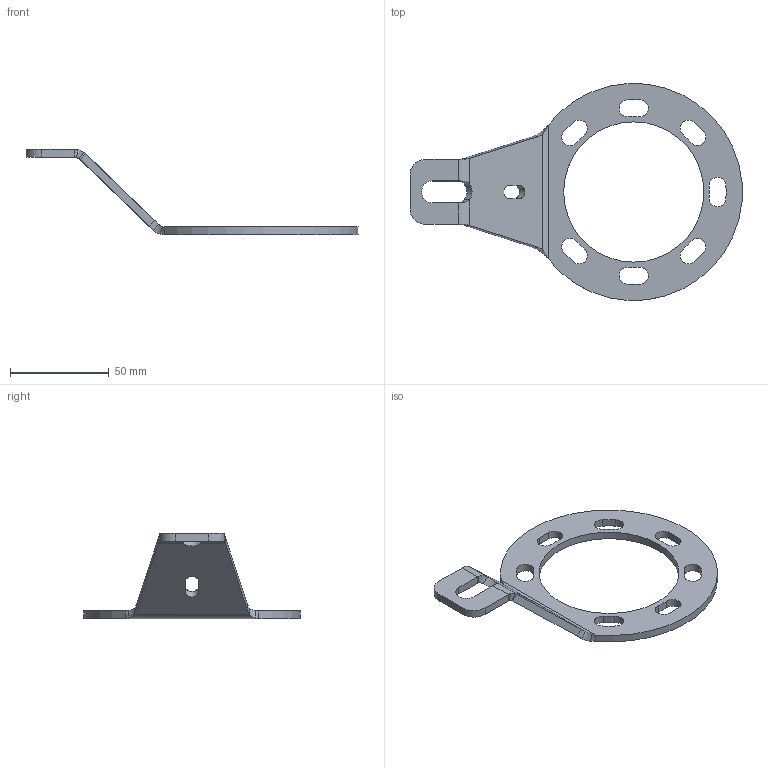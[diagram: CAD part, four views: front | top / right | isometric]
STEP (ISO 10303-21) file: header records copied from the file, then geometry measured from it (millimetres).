
FILE_DESCRIPTION(/* description */ ('Reactiearm'),/* implementation_level */ '2;1');
FILE_NAME(/* name */ 'MVF-50 80b14 reactiearm.stp',/* time_stamp */ '2020-12-28T11:36:42+01:00',/* author */ ('JvDrunen'),/* organization */ ('Newton Technisch Bureau'),/* preprocessor_version */ 'ST-DEVELOPER v18.1',/* originating_system */ 'Autodesk Inventor 2021',/* authorisation */ '');
FILE_SCHEMA (('AUTOMOTIVE_DESIGN { 1 0 10303 214 3 1 1 }'));
Length unit declared in the file: millimetre
Products named in the file (1): Q100048
Bounding box: 168.09 x 109.85 x 43.13 mm (x, y, z)
Volume: 29897.4 mm3; surface area: 19246.9 mm2
Topology: 1 solids, 1 shells, 73 faces, 203 edges, 130 vertices
Faces by surface type: cylinder 44, plane 19, bspline 10
Full cylindrical faces by diameter (mm): 71 x1
Entity records: 3918 total; most frequent: CARTESIAN_POINT 1961, ORIENTED_EDGE 406, DIRECTION 395, EDGE_CURVE 203, AXIS2_PLACEMENT_3D 148, VERTEX_POINT 130, LINE 99, VECTOR 99
